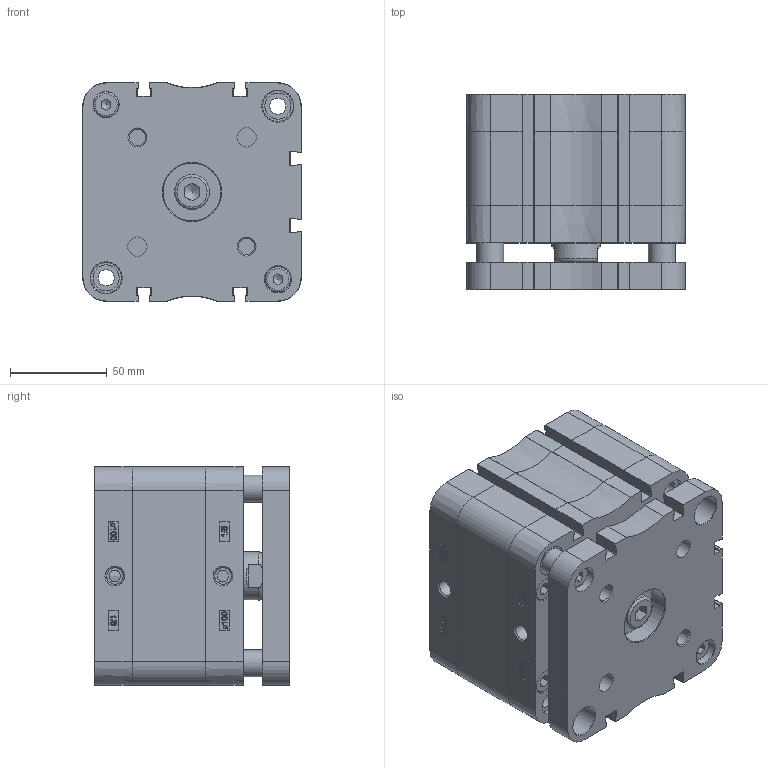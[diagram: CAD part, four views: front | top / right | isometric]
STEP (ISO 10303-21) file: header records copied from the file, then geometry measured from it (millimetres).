
FILE_DESCRIPTION((''),'2;1');
FILE_NAME('PDMA100.010.GS.F.stp','2013-05-27T15:47:13',('Administrator'),(''),'Autodesk Inventor 2012','Autodesk Inventor 2012','');
FILE_SCHEMA(('CONFIG_CONTROL_DESIGN'));
Length unit declared in the file: millimetre
Products named in the file (1): PDMA100.010.GS.F
Bounding box: 113.3 x 101 x 113.3 mm (x, y, z)
Volume: 683908.4 mm3; surface area: 180981.8 mm2
Topology: 1 solids, 10 shells, 1100 faces, 2661 edges, 1652 vertices
Faces by surface type: plane 458, bspline 242, cylinder 211, cone 103, torus 62, sphere 24
Full cylindrical faces by diameter (mm): 6 x2, 8 x2, 8.3 x4, 8.376 x8, 8.5 x2, 8.566 x2, 9.976 x4, 10 x2, 10.106 x1, 12 x3, 12.7 x8, 13 x2, 13.1 x8, 13.5 x8, 14 x4, 16 x6, 18 x1, 25 x1, 25.5 x1, 30 x1, 100 x1, 103.5 x1, 103.7 x1
Entity records: 35751 total; most frequent: CARTESIAN_POINT 11056, ORIENTED_EDGE 4970, DIRECTION 4318, EDGE_CURVE 2485, VERTEX_POINT 1623, AXIS2_PLACEMENT_3D 1539, EDGE_LOOP 1354, VECTOR 1240
